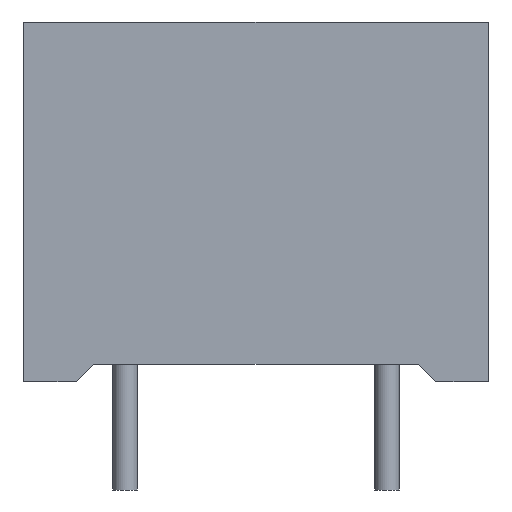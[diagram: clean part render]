
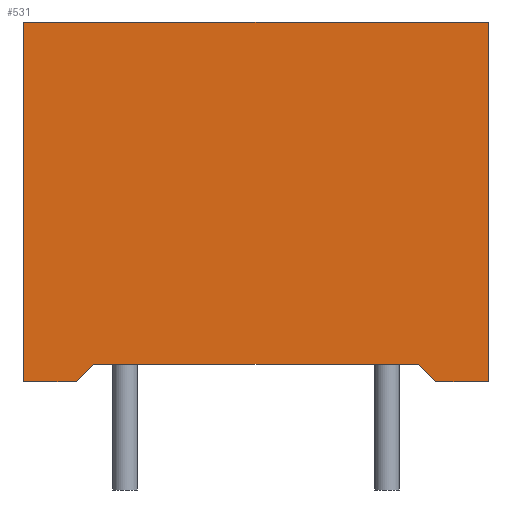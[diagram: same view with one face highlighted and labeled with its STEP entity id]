
A CAD part, front view. The second image highlights one B-rep face of the part: STEP entity #531.
In plain terms, the highlighted planar face has unit normal (0, -1, 0).
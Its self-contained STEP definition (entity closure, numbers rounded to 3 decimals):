
#257=CARTESIAN_POINT('',(-6.65,-2.15,10.3));
#258=VERTEX_POINT('',#257);
#259=CARTESIAN_POINT('',(6.65,-2.15,10.3));
#260=VERTEX_POINT('',#259);
#261=CARTESIAN_POINT('',(-6.65,-2.15,10.3));
#262=DIRECTION('',(1.0,0.0,0.0));
#263=VECTOR('',#262,13.3);
#264=LINE('',#261,#263);
#265=EDGE_CURVE('',#258,#260,#264,.T.);
#297=CARTESIAN_POINT('',(6.65,-2.15,0.));
#298=VERTEX_POINT('',#297);
#299=CARTESIAN_POINT('',(6.65,-2.15,10.3));
#300=DIRECTION('',(0.0,0.0,-1.0));
#301=VECTOR('',#300,10.3);
#302=LINE('',#299,#301);
#303=EDGE_CURVE('',#260,#298,#302,.T.);
#328=CARTESIAN_POINT('',(5.15,-2.15,0.));
#329=VERTEX_POINT('',#328);
#330=CARTESIAN_POINT('',(6.65,-2.15,0.));
#331=DIRECTION('',(-1.0,0.0,0.0));
#332=VECTOR('',#331,1.5);
#333=LINE('',#330,#332);
#334=EDGE_CURVE('',#298,#329,#333,.T.);
#359=CARTESIAN_POINT('',(4.65,-2.15,0.5));
#360=VERTEX_POINT('',#359);
#361=CARTESIAN_POINT('',(5.15,-2.15,0.));
#362=DIRECTION('',(-0.707,0.0,0.707));
#363=VECTOR('',#362,0.707);
#364=LINE('',#361,#363);
#365=EDGE_CURVE('',#329,#360,#364,.T.);
#390=CARTESIAN_POINT('',(-4.65,-2.15,0.5));
#391=VERTEX_POINT('',#390);
#392=CARTESIAN_POINT('',(4.65,-2.15,0.5));
#393=DIRECTION('',(-1.0,0.0,0.0));
#394=VECTOR('',#393,9.3);
#395=LINE('',#392,#394);
#396=EDGE_CURVE('',#360,#391,#395,.T.);
#421=CARTESIAN_POINT('',(-5.15,-2.15,0.0));
#422=VERTEX_POINT('',#421);
#423=CARTESIAN_POINT('',(-4.65,-2.15,0.5));
#424=DIRECTION('',(-0.707,0.0,-0.707));
#425=VECTOR('',#424,0.707);
#426=LINE('',#423,#425);
#427=EDGE_CURVE('',#391,#422,#426,.T.);
#452=CARTESIAN_POINT('',(-6.65,-2.15,0.0));
#453=VERTEX_POINT('',#452);
#454=CARTESIAN_POINT('',(-5.15,-2.15,0.0));
#455=DIRECTION('',(-1.0,0.0,0.0));
#456=VECTOR('',#455,1.5);
#457=LINE('',#454,#456);
#458=EDGE_CURVE('',#422,#453,#457,.T.);
#483=CARTESIAN_POINT('',(-6.65,-2.15,0.0));
#484=DIRECTION('',(0.0,0.0,1.0));
#485=VECTOR('',#484,10.3);
#486=LINE('',#483,#485);
#487=EDGE_CURVE('',#453,#258,#486,.T.);
#516=CARTESIAN_POINT('',(0.,-2.15,5.21));
#517=DIRECTION('',(0.0,-1.0,0.0));
#518=DIRECTION('',(1.0,0.0,0.0));
#519=AXIS2_PLACEMENT_3D('',#516,#517,#518);
#520=PLANE('',#519);
#521=ORIENTED_EDGE('',*,*,#265,.F.);
#522=ORIENTED_EDGE('',*,*,#487,.F.);
#523=ORIENTED_EDGE('',*,*,#458,.F.);
#524=ORIENTED_EDGE('',*,*,#427,.F.);
#525=ORIENTED_EDGE('',*,*,#396,.F.);
#526=ORIENTED_EDGE('',*,*,#365,.F.);
#527=ORIENTED_EDGE('',*,*,#334,.F.);
#528=ORIENTED_EDGE('',*,*,#303,.F.);
#529=EDGE_LOOP('',(#521,#522,#523,#524,#525,#526,#527,#528));
#530=FACE_OUTER_BOUND('',#529,.T.);
#531=ADVANCED_FACE('',(#530),#520,.T.);
